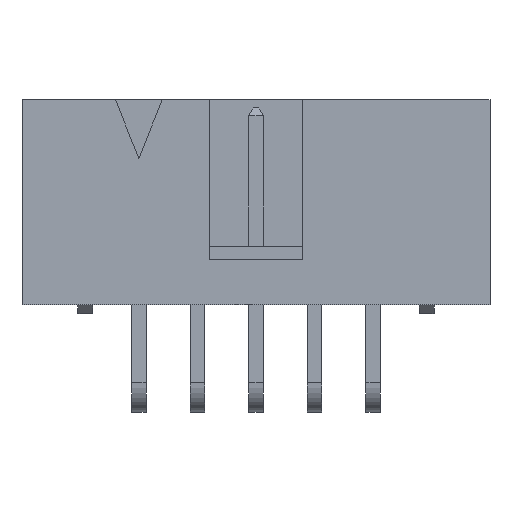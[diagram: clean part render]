
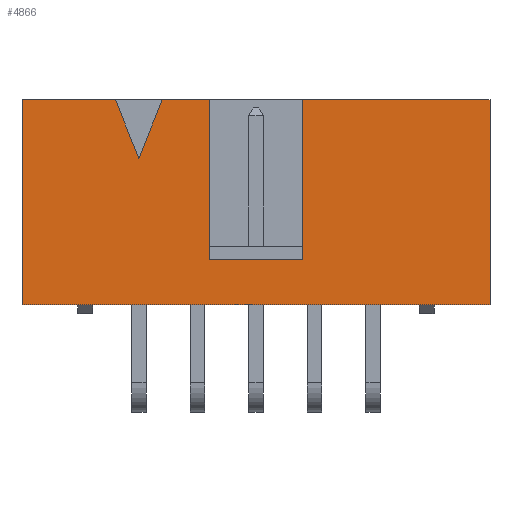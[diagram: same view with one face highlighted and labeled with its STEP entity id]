
A CAD part, front view. The second image highlights one B-rep face of the part: STEP entity #4866.
In plain terms, the highlighted planar face has unit normal (0, -1, 0).
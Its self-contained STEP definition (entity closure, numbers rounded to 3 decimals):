
#151=FACE_OUTER_BOUND('',#476,.T.);
#476=EDGE_LOOP('',(#3294,#3295,#3296,#3297,#3298,#3299,#3300,#3301,#3302,
#3303,#3304));
#789=LINE('',#6983,#1432);
#793=LINE('',#6991,#1436);
#800=LINE('',#7004,#1443);
#828=LINE('',#7062,#1471);
#830=LINE('',#7065,#1473);
#866=LINE('',#7137,#1509);
#867=LINE('',#7140,#1510);
#868=LINE('',#7142,#1511);
#869=LINE('',#7143,#1512);
#870=LINE('',#7145,#1513);
#871=LINE('',#7146,#1514);
#1432=VECTOR('',#5590,25.4);
#1436=VECTOR('',#5594,25.4);
#1443=VECTOR('',#5601,25.4);
#1471=VECTOR('',#5647,25.4);
#1473=VECTOR('',#5651,25.4);
#1509=VECTOR('',#5711,25.4);
#1510=VECTOR('',#5714,25.4);
#1511=VECTOR('',#5715,25.4);
#1512=VECTOR('',#5716,25.4);
#1513=VECTOR('',#5717,25.4);
#1514=VECTOR('',#5718,25.4);
#2077=VERTEX_POINT('',#6980);
#2078=VERTEX_POINT('',#6982);
#2081=VERTEX_POINT('',#6988);
#2082=VERTEX_POINT('',#6990);
#2087=VERTEX_POINT('',#7001);
#2088=VERTEX_POINT('',#7003);
#2109=VERTEX_POINT('',#7061);
#2133=VERTEX_POINT('',#7135);
#2134=VERTEX_POINT('',#7139);
#2135=VERTEX_POINT('',#7141);
#2136=VERTEX_POINT('',#7144);
#2483=EDGE_CURVE('',#2078,#2077,#789,.T.);
#2487=EDGE_CURVE('',#2082,#2081,#793,.T.);
#2494=EDGE_CURVE('',#2088,#2087,#800,.T.);
#2523=EDGE_CURVE('',#2081,#2109,#828,.T.);
#2525=EDGE_CURVE('',#2109,#2078,#830,.T.);
#2561=EDGE_CURVE('',#2133,#2087,#866,.T.);
#2562=EDGE_CURVE('',#2134,#2077,#867,.T.);
#2563=EDGE_CURVE('',#2134,#2135,#868,.T.);
#2564=EDGE_CURVE('',#2135,#2088,#869,.T.);
#2565=EDGE_CURVE('',#2136,#2133,#870,.T.);
#2566=EDGE_CURVE('',#2136,#2082,#871,.T.);
#3294=ORIENTED_EDGE('',*,*,#2562,.F.);
#3295=ORIENTED_EDGE('',*,*,#2563,.T.);
#3296=ORIENTED_EDGE('',*,*,#2564,.T.);
#3297=ORIENTED_EDGE('',*,*,#2494,.T.);
#3298=ORIENTED_EDGE('',*,*,#2561,.F.);
#3299=ORIENTED_EDGE('',*,*,#2565,.F.);
#3300=ORIENTED_EDGE('',*,*,#2566,.T.);
#3301=ORIENTED_EDGE('',*,*,#2487,.T.);
#3302=ORIENTED_EDGE('',*,*,#2523,.T.);
#3303=ORIENTED_EDGE('',*,*,#2525,.T.);
#3304=ORIENTED_EDGE('',*,*,#2483,.T.);
#4564=PLANE('',#5228);
#4866=ADVANCED_FACE('',(#151),#4564,.T.);
#5228=AXIS2_PLACEMENT_3D('',#7138,#5712,#5713);
#5590=DIRECTION('',(-1.,0.,0.));
#5594=DIRECTION('',(-1.,0.,0.));
#5601=DIRECTION('',(-1.,0.,0.));
#5647=DIRECTION('',(-0.371,0.,-0.928));
#5651=DIRECTION('',(-0.371,0.,0.928));
#5711=DIRECTION('',(0.,0.,1.));
#5712=DIRECTION('center_axis',(0.,-1.,0.));
#5713=DIRECTION('ref_axis',(0.,0.,-1.));
#5714=DIRECTION('',(0.,0.,1.));
#5715=DIRECTION('',(1.,0.,0.));
#5716=DIRECTION('',(0.,0.,1.));
#5717=DIRECTION('',(1.,0.,0.));
#5718=DIRECTION('',(0.,0.,1.));
#6980=CARTESIAN_POINT('',(0.,0.,8.89));
#6982=CARTESIAN_POINT('',(4.051,0.,8.89));
#6983=CARTESIAN_POINT('',(10.147,0.,8.89));
#6988=CARTESIAN_POINT('',(6.083,0.,8.89));
#6990=CARTESIAN_POINT('',(8.115,0.,8.89));
#6991=CARTESIAN_POINT('',(10.147,0.,8.89));
#7001=CARTESIAN_POINT('',(12.179,0.,8.89));
#7003=CARTESIAN_POINT('',(20.295,0.,8.89));
#7004=CARTESIAN_POINT('',(10.147,0.,8.89));
#7061=CARTESIAN_POINT('',(5.067,0.,6.35));
#7062=CARTESIAN_POINT('',(5.067,0.,6.35));
#7065=CARTESIAN_POINT('',(4.051,0.,8.89));
#7135=CARTESIAN_POINT('',(12.179,0.,1.981));
#7137=CARTESIAN_POINT('',(12.179,0.,1.981));
#7138=CARTESIAN_POINT('Origin',(10.147,0.,0.));
#7139=CARTESIAN_POINT('',(0.,0.,0.));
#7140=CARTESIAN_POINT('',(0.,0.,0.));
#7141=CARTESIAN_POINT('',(20.295,0.,0.));
#7142=CARTESIAN_POINT('',(10.147,0.,0.));
#7143=CARTESIAN_POINT('',(20.295,0.,0.));
#7144=CARTESIAN_POINT('',(8.115,0.,1.981));
#7145=CARTESIAN_POINT('',(8.115,0.,1.981));
#7146=CARTESIAN_POINT('',(8.115,0.,1.981));
